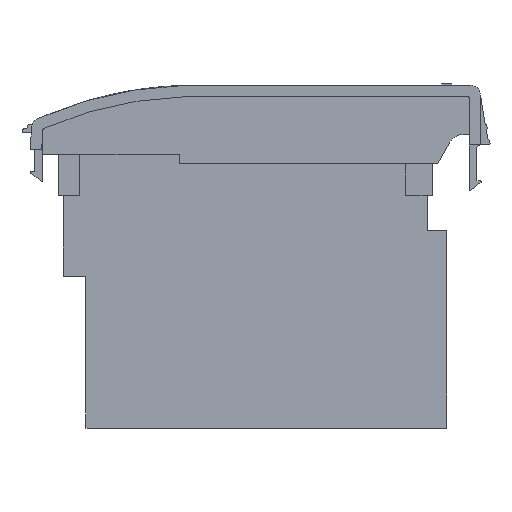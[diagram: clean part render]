
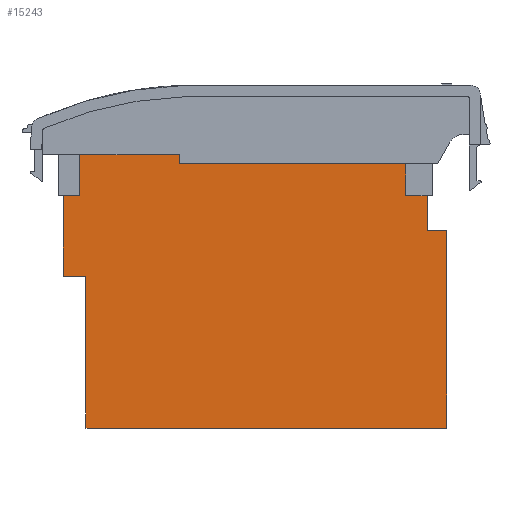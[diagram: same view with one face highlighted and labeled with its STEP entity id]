
A CAD part, left-side view. The second image highlights one B-rep face of the part: STEP entity #15243.
In plain terms, the highlighted planar face has unit normal (-1, 0, 0).
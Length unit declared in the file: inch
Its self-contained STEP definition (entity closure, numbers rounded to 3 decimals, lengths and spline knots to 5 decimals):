
#37 = DIRECTION ( 'NONE',  ( 0., 0., 1. ) ) ;
#38 = VECTOR ( 'NONE', #37, 39.37008 ) ;
#39 = CARTESIAN_POINT ( 'NONE',  ( 1.0895, 3.99348, 1.3155 ) ) ;
#40 = LINE ( 'NONE', #39, #38 ) ;
#50 = CARTESIAN_POINT ( 'NONE',  ( 1.0895, 1.59848, 0.5855 ) ) ;
#51 = DIRECTION ( 'NONE',  ( 0., 0., -1. ) ) ;
#52 = VECTOR ( 'NONE', #51, 39.37008 ) ;
#53 = CARTESIAN_POINT ( 'NONE',  ( 1.0895, 1.59848, 0.5855 ) ) ;
#57 = LINE ( 'NONE', #53, #52 ) ;
#7024 = EDGE_CURVE ( 'NONE', #7043, #7025, #10630, .T. ) ;
#7025 = VERTEX_POINT ( 'NONE', #10626 ) ;
#7042 = EDGE_CURVE ( 'NONE', #9632, #7043, #57, .T. ) ;
#7043 = VERTEX_POINT ( 'NONE', #50 ) ;
#7052 = EDGE_CURVE ( 'NONE', #10488, #9523, #40, .T. ) ;
#9077 = VERTEX_POINT ( 'NONE', #11685 ) ;
#9523 = VERTEX_POINT ( 'NONE', #13133 ) ;
#9632 = VERTEX_POINT ( 'NONE', #13381 ) ;
#9905 = VERTEX_POINT ( 'NONE', #13879 ) ;
#9918 = VERTEX_POINT ( 'NONE', #13854 ) ;
#9976 = EDGE_CURVE ( 'NONE', #9918, #9077, #14006, .T. ) ;
#9985 = EDGE_CURVE ( 'NONE', #9523, #9918, #13991, .T. ) ;
#9987 = EDGE_CURVE ( 'NONE', #9077, #9905, #13987, .T. ) ;
#10487 = EDGE_CURVE ( 'NONE', #10503, #10488, #14749, .T. ) ;
#10488 = VERTEX_POINT ( 'NONE', #14745 ) ;
#10502 = EDGE_CURVE ( 'NONE', #10519, #10503, #14839, .T. ) ;
#10503 = VERTEX_POINT ( 'NONE', #14835 ) ;
#10517 = EDGE_CURVE ( 'NONE', #10518, #10519, #14862, .T. ) ;
#10518 = VERTEX_POINT ( 'NONE', #14858 ) ;
#10519 = VERTEX_POINT ( 'NONE', #14857 ) ;
#10626 = CARTESIAN_POINT ( 'NONE',  ( 1.0895, 1.46848, 0.5855 ) ) ;
#10627 = DIRECTION ( 'NONE',  ( 0., -1., 0. ) ) ;
#10628 = VECTOR ( 'NONE', #10627, 39.37008 ) ;
#10629 = CARTESIAN_POINT ( 'NONE',  ( 1.0895, 1.46848, 0.5855 ) ) ;
#10630 = LINE ( 'NONE', #10629, #10628 ) ;
#11685 = CARTESIAN_POINT ( 'NONE',  ( 1.0895, 3.22916, 1.0255 ) ) ;
#13133 = CARTESIAN_POINT ( 'NONE',  ( 1.0895, 3.99348, 1.0855 ) ) ;
#13381 = CARTESIAN_POINT ( 'NONE',  ( 1.0895, 1.59848, 0.8155 ) ) ;
#13854 = CARTESIAN_POINT ( 'NONE',  ( 1.0895, 3.22916, 1.0855 ) ) ;
#13879 = CARTESIAN_POINT ( 'NONE',  ( 1.0895, 1.73848, 1.0255 ) ) ;
#13984 = DIRECTION ( 'NONE',  ( 0., -1., 0. ) ) ;
#13985 = VECTOR ( 'NONE', #13984, 39.37008 ) ;
#13986 = CARTESIAN_POINT ( 'NONE',  ( 1.0895, 1.52916, 1.0255 ) ) ;
#13987 = LINE ( 'NONE', #13986, #13985 ) ;
#13988 = DIRECTION ( 'NONE',  ( 0., -1., 0. ) ) ;
#13989 = VECTOR ( 'NONE', #13988, 39.37008 ) ;
#13990 = CARTESIAN_POINT ( 'NONE',  ( 1.0895, 3.22916, 1.0855 ) ) ;
#13991 = LINE ( 'NONE', #13990, #13989 ) ;
#14003 = DIRECTION ( 'NONE',  ( 0., 0., -1. ) ) ;
#14004 = VECTOR ( 'NONE', #14003, 39.37008 ) ;
#14005 = CARTESIAN_POINT ( 'NONE',  ( 1.0895, 3.22916, 1.0255 ) ) ;
#14006 = LINE ( 'NONE', #14005, #14004 ) ;
#14745 = CARTESIAN_POINT ( 'NONE',  ( 1.0895, 3.99348, 0.2855 ) ) ;
#14746 = DIRECTION ( 'NONE',  ( 0., 1., 0. ) ) ;
#14747 = VECTOR ( 'NONE', #14746, 39.37008 ) ;
#14748 = CARTESIAN_POINT ( 'NONE',  ( 1.0895, 3.99348, 0.2855 ) ) ;
#14749 = LINE ( 'NONE', #14748, #14747 ) ;
#14835 = CARTESIAN_POINT ( 'NONE',  ( 1.0895, 3.84348, 0.2855 ) ) ;
#14836 = DIRECTION ( 'NONE',  ( 0., 0., 1. ) ) ;
#14837 = VECTOR ( 'NONE', #14836, 39.37008 ) ;
#14838 = CARTESIAN_POINT ( 'NONE',  ( 1.0895, 3.84348, 0.2855 ) ) ;
#14839 = LINE ( 'NONE', #14838, #14837 ) ;
#14857 = CARTESIAN_POINT ( 'NONE',  ( 1.0895, 3.84348, -0.7145 ) ) ;
#14858 = CARTESIAN_POINT ( 'NONE',  ( 1.0895, 1.46848, -0.7145 ) ) ;
#14859 = DIRECTION ( 'NONE',  ( 0., 1., 0. ) ) ;
#14860 = VECTOR ( 'NONE', #14859, 39.37008 ) ;
#14861 = CARTESIAN_POINT ( 'NONE',  ( 1.0895, 1.46848, -0.7145 ) ) ;
#14862 = LINE ( 'NONE', #14861, #14860 ) ;
#14991 = DIRECTION ( 'NONE',  ( 0., 0., -1. ) ) ;
#14992 = VECTOR ( 'NONE', #14991, 39.37008 ) ;
#14993 = CARTESIAN_POINT ( 'NONE',  ( 1.0895, 1.46848, 0.5855 ) ) ;
#14994 = LINE ( 'NONE', #14993, #14992 ) ;
#15017 = PLANE ( 'NONE',  #15018 ) ;
#15018 = AXIS2_PLACEMENT_3D ( 'NONE', #15074, #15073, #15072 ) ;
#15036 = FACE_OUTER_BOUND ( 'NONE', #15240, .T. ) ;
#15037 = DIRECTION ( 'NONE',  ( 0., 0., 1. ) ) ;
#15038 = VECTOR ( 'NONE', #15037, 39.37008 ) ;
#15039 = CARTESIAN_POINT ( 'NONE',  ( 1.0895, 1.73848, 0.8155 ) ) ;
#15040 = LINE ( 'NONE', #15039, #15038 ) ;
#15042 = CARTESIAN_POINT ( 'NONE',  ( 1.0895, 1.73848, 0.8155 ) ) ;
#15053 = DIRECTION ( 'NONE',  ( 0., -1., 0. ) ) ;
#15054 = VECTOR ( 'NONE', #15053, 39.37008 ) ;
#15055 = CARTESIAN_POINT ( 'NONE',  ( 1.0895, 3.84348, 0.8155 ) ) ;
#15056 = LINE ( 'NONE', #15055, #15054 ) ;
#15072 = DIRECTION ( 'NONE',  ( 0., 0., 1. ) ) ;
#15073 = DIRECTION ( 'NONE',  ( -1., 0., 0. ) ) ;
#15074 = CARTESIAN_POINT ( 'NONE',  ( 1.0895, 3.84348, -0.7145 ) ) ;
#15238 = EDGE_CURVE ( 'NONE', #7025, #10518, #14994, .T. ) ;
#15239 = ORIENTED_EDGE ( 'NONE', *, *, #15242, .T. ) ;
#15240 = EDGE_LOOP ( 'NONE', ( #15239, #15257, #15256, #15263, #15262, #15264, #15244, #15250, #15251, #15247, #15245, #15290 ) ) ;
#15241 = VERTEX_POINT ( 'NONE', #15042 ) ;
#15242 = EDGE_CURVE ( 'NONE', #15241, #9905, #15040, .T. ) ;
#15243 = ADVANCED_FACE ( 'NONE', ( #15036 ), #15017, .T. ) ;
#15244 = ORIENTED_EDGE ( 'NONE', *, *, #10502, .F. ) ;
#15245 = ORIENTED_EDGE ( 'NONE', *, *, #7042, .F. ) ;
#15247 = ORIENTED_EDGE ( 'NONE', *, *, #7024, .F. ) ;
#15250 = ORIENTED_EDGE ( 'NONE', *, *, #10517, .F. ) ;
#15251 = ORIENTED_EDGE ( 'NONE', *, *, #15238, .F. ) ;
#15256 = ORIENTED_EDGE ( 'NONE', *, *, #9976, .F. ) ;
#15257 = ORIENTED_EDGE ( 'NONE', *, *, #9987, .F. ) ;
#15262 = ORIENTED_EDGE ( 'NONE', *, *, #7052, .F. ) ;
#15263 = ORIENTED_EDGE ( 'NONE', *, *, #9985, .F. ) ;
#15264 = ORIENTED_EDGE ( 'NONE', *, *, #10487, .F. ) ;
#15285 = EDGE_CURVE ( 'NONE', #15241, #9632, #15056, .T. ) ;
#15290 = ORIENTED_EDGE ( 'NONE', *, *, #15285, .F. ) ;
